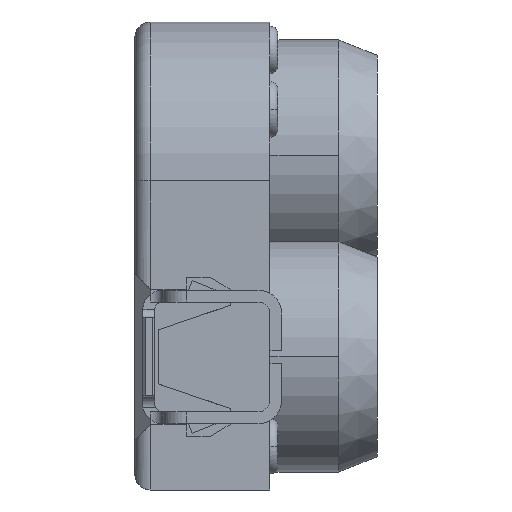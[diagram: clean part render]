
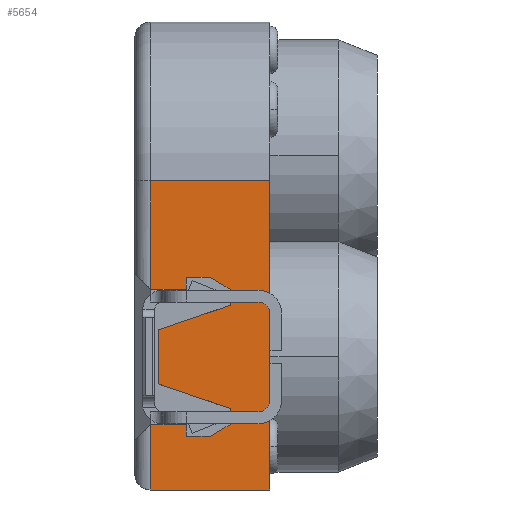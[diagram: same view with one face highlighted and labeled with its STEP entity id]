
A CAD part, front view. The second image highlights one B-rep face of the part: STEP entity #5654.
In plain terms, the highlighted planar face has unit normal (0, -1, 0).
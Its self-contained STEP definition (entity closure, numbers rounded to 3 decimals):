
#425=DIRECTION('',(0.,0.,1.));
#426=VECTOR('',#425,3.89);
#427=CARTESIAN_POINT('',(1.1,0.,-5.89));
#428=LINE('',#427,#426);
#574=DIRECTION('',(-1.,0.,0.));
#575=VECTOR('',#574,1.5);
#576=CARTESIAN_POINT('',(1.1,0.,-2.));
#577=LINE('',#576,#575);
#1243=CARTESIAN_POINT('',(-0.4,0.,-3.365));
#1256=DIRECTION('',(0.,0.,-1.));
#1257=VECTOR('',#1256,1.365);
#1258=CARTESIAN_POINT('',(-0.4,0.,-2.));
#1259=LINE('',#1258,#1257);
#1308=DIRECTION('',(0.857,0.,0.514));
#1309=VECTOR('',#1308,0.292);
#1310=CARTESIAN_POINT('',(0.35,0.,-5.215));
#1311=LINE('',#1310,#1309);
#1312=DIRECTION('',(0.,0.,1.));
#1313=VECTOR('',#1312,0.2);
#1314=CARTESIAN_POINT('',(0.6,0.,-5.065));
#1315=LINE('',#1314,#1313);
#1316=DIRECTION('',(-0.946,0.,0.326));
#1317=VECTOR('',#1316,0.952);
#1318=CARTESIAN_POINT('',(0.6,0.,-4.865));
#1319=LINE('',#1318,#1317);
#1320=DIRECTION('',(0.,0.,1.));
#1321=VECTOR('',#1320,0.68);
#1322=CARTESIAN_POINT('',(-0.3,0.,-4.555));
#1323=LINE('',#1322,#1321);
#1324=DIRECTION('',(0.946,0.,0.326));
#1325=VECTOR('',#1324,0.952);
#1326=CARTESIAN_POINT('',(-0.3,0.,-3.875));
#1327=LINE('',#1326,#1325);
#1328=DIRECTION('',(0.,0.,1.));
#1329=VECTOR('',#1328,0.2);
#1330=CARTESIAN_POINT('',(0.6,0.,-3.565));
#1331=LINE('',#1330,#1329);
#1332=DIRECTION('',(-0.857,0.,0.514));
#1333=VECTOR('',#1332,0.292);
#1334=CARTESIAN_POINT('',(0.6,0.,-3.365));
#1335=LINE('',#1334,#1333);
#1336=DIRECTION('',(-1.,0.,0.));
#1337=VECTOR('',#1336,0.3);
#1338=CARTESIAN_POINT('',(0.35,0.,-3.215));
#1339=LINE('',#1338,#1337);
#1340=DIRECTION('',(-1.,0.,0.));
#1341=VECTOR('',#1340,0.45);
#1342=CARTESIAN_POINT('',(0.05,0.,-3.365));
#1343=LINE('',#1342,#1341);
#1344=DIRECTION('',(1.,0.,0.));
#1345=VECTOR('',#1344,0.3);
#1346=CARTESIAN_POINT('',(0.05,0.,-5.215));
#1347=LINE('',#1346,#1345);
#1360=DIRECTION('',(0.,0.,1.));
#1361=VECTOR('',#1360,0.15);
#1362=CARTESIAN_POINT('',(0.05,0.,-5.215));
#1363=LINE('',#1362,#1361);
#1400=DIRECTION('',(-1.,0.,0.));
#1401=VECTOR('',#1400,0.45);
#1402=CARTESIAN_POINT('',(0.05,0.,-5.065));
#1403=LINE('',#1402,#1401);
#1417=DIRECTION('',(0.,0.,-1.));
#1418=VECTOR('',#1417,0.825);
#1419=CARTESIAN_POINT('',(-0.4,0.,-5.065));
#1420=LINE('',#1419,#1418);
#1444=DIRECTION('',(1.,0.,0.));
#1445=VECTOR('',#1444,1.5);
#1446=CARTESIAN_POINT('',(-0.4,0.,-5.89));
#1447=LINE('',#1446,#1445);
#1591=DIRECTION('',(0.,0.,1.));
#1592=VECTOR('',#1591,0.15);
#1593=CARTESIAN_POINT('',(0.05,0.,-3.365));
#1594=LINE('',#1593,#1592);
#3424=CARTESIAN_POINT('',(1.1,0.,-5.89));
#3425=VERTEX_POINT('',#3424);
#3426=CARTESIAN_POINT('',(1.1,0.,-2.));
#3427=VERTEX_POINT('',#3426);
#3484=CARTESIAN_POINT('',(-0.4,0.,-2.));
#3485=VERTEX_POINT('',#3484);
#3627=VERTEX_POINT('',#1243);
#3646=CARTESIAN_POINT('',(0.05,0.,-3.365));
#3647=VERTEX_POINT('',#3646);
#3648=CARTESIAN_POINT('',(0.35,0.,-5.215));
#3649=CARTESIAN_POINT('',(0.6,0.,-5.065));
#3650=VERTEX_POINT('',#3648);
#3651=VERTEX_POINT('',#3649);
#3652=CARTESIAN_POINT('',(0.6,0.,-4.865));
#3653=VERTEX_POINT('',#3652);
#3654=CARTESIAN_POINT('',(-0.3,0.,-4.555));
#3655=VERTEX_POINT('',#3654);
#3656=CARTESIAN_POINT('',(-0.3,0.,-3.875));
#3657=VERTEX_POINT('',#3656);
#3658=CARTESIAN_POINT('',(0.6,0.,-3.565));
#3659=VERTEX_POINT('',#3658);
#3660=CARTESIAN_POINT('',(0.6,0.,-3.365));
#3661=VERTEX_POINT('',#3660);
#3662=CARTESIAN_POINT('',(0.35,0.,-3.215));
#3663=VERTEX_POINT('',#3662);
#3664=CARTESIAN_POINT('',(0.05,0.,-3.215));
#3665=VERTEX_POINT('',#3664);
#3666=CARTESIAN_POINT('',(-0.4,0.,-5.89));
#3667=VERTEX_POINT('',#3666);
#3668=CARTESIAN_POINT('',(-0.4,0.,-5.065));
#3669=VERTEX_POINT('',#3668);
#3670=CARTESIAN_POINT('',(0.05,0.,-5.065));
#3671=VERTEX_POINT('',#3670);
#3672=CARTESIAN_POINT('',(0.05,0.,-5.215));
#3673=VERTEX_POINT('',#3672);
#5615=CARTESIAN_POINT('',(0.,0.,0.));
#5616=DIRECTION('',(0.,-1.,0.));
#5617=DIRECTION('',(0.,0.,-1.));
#5618=AXIS2_PLACEMENT_3D('',#5615,#5616,#5617);
#5619=PLANE('',#5618);
#5621=ORIENTED_EDGE('',*,*,#5620,.T.);
#5623=ORIENTED_EDGE('',*,*,#5622,.T.);
#5625=ORIENTED_EDGE('',*,*,#5624,.T.);
#5627=ORIENTED_EDGE('',*,*,#5626,.T.);
#5629=ORIENTED_EDGE('',*,*,#5628,.T.);
#5631=ORIENTED_EDGE('',*,*,#5630,.T.);
#5633=ORIENTED_EDGE('',*,*,#5632,.T.);
#5635=ORIENTED_EDGE('',*,*,#5634,.T.);
#5637=ORIENTED_EDGE('',*,*,#5636,.F.);
#5638=ORIENTED_EDGE('',*,*,#5608,.T.);
#5639=ORIENTED_EDGE('',*,*,#5542,.F.);
#5640=ORIENTED_EDGE('',*,*,#4647,.F.);
#5641=ORIENTED_EDGE('',*,*,#4536,.F.);
#5643=ORIENTED_EDGE('',*,*,#5642,.F.);
#5645=ORIENTED_EDGE('',*,*,#5644,.F.);
#5647=ORIENTED_EDGE('',*,*,#5646,.F.);
#5649=ORIENTED_EDGE('',*,*,#5648,.F.);
#5651=ORIENTED_EDGE('',*,*,#5650,.T.);
#5652=EDGE_LOOP('',(#5621,#5623,#5625,#5627,#5629,#5631,#5633,#5635,#5637,#5638,
#5639,#5640,#5641,#5643,#5645,#5647,#5649,#5651));
#5653=FACE_OUTER_BOUND('',#5652,.F.);
#4536=EDGE_CURVE('',#3425,#3427,#428,.T.);
#4647=EDGE_CURVE('',#3427,#3485,#577,.T.);
#5542=EDGE_CURVE('',#3485,#3627,#1259,.T.);
#5608=EDGE_CURVE('',#3647,#3627,#1343,.T.);
#5620=EDGE_CURVE('',#3650,#3651,#1311,.T.);
#5622=EDGE_CURVE('',#3651,#3653,#1315,.T.);
#5624=EDGE_CURVE('',#3653,#3655,#1319,.T.);
#5626=EDGE_CURVE('',#3655,#3657,#1323,.T.);
#5628=EDGE_CURVE('',#3657,#3659,#1327,.T.);
#5630=EDGE_CURVE('',#3659,#3661,#1331,.T.);
#5632=EDGE_CURVE('',#3661,#3663,#1335,.T.);
#5634=EDGE_CURVE('',#3663,#3665,#1339,.T.);
#5636=EDGE_CURVE('',#3647,#3665,#1594,.T.);
#5642=EDGE_CURVE('',#3667,#3425,#1447,.T.);
#5644=EDGE_CURVE('',#3669,#3667,#1420,.T.);
#5646=EDGE_CURVE('',#3671,#3669,#1403,.T.);
#5648=EDGE_CURVE('',#3673,#3671,#1363,.T.);
#5650=EDGE_CURVE('',#3673,#3650,#1347,.T.);
#5654=ADVANCED_FACE('',(#5653),#5619,.T.);
